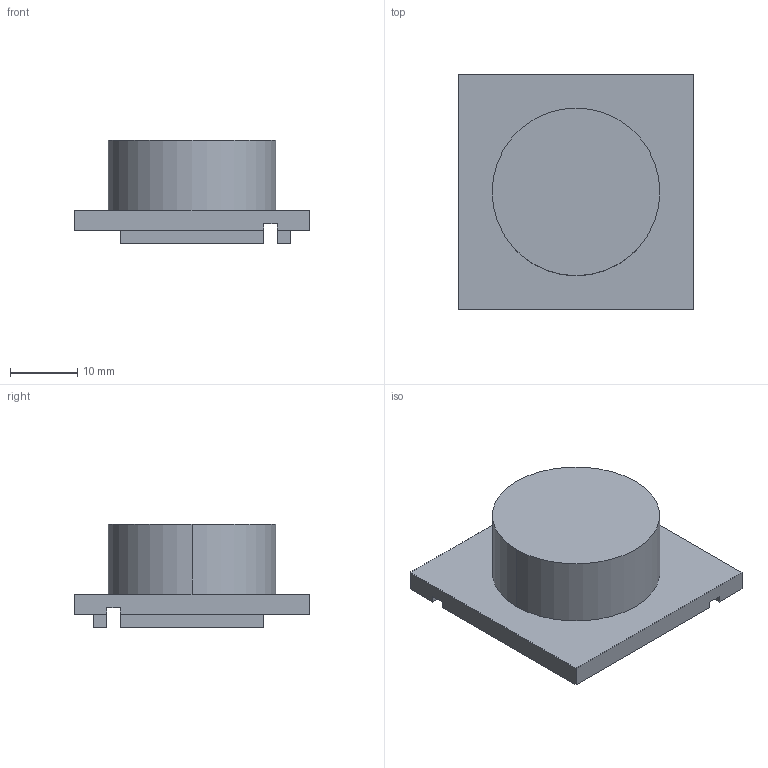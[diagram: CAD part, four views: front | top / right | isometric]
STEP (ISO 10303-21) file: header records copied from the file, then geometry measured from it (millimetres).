
FILE_DESCRIPTION (( 'STEP AP214' ), '1' );
FILE_NAME ('2020-15_1 - GRATING HOLDER.STEP', '2021-03-14T11:07:52', ( '' ), ( '' ), 'SwSTEP 2.0', 'SolidWorks 2018', '' );
FILE_SCHEMA (( 'AUTOMOTIVE_DESIGN' ));
Length unit declared in the file: millimetre
Products named in the file (1): 2020-15_1 - GRATING HOLDER
Bounding box: 35 x 35 x 15.42 mm (x, y, z)
Volume: 8826.6 mm3; surface area: 3999.8 mm2
Topology: 1 solids, 1 shells, 27 faces, 72 edges, 48 vertices
Faces by surface type: plane 25, cylinder 2
Entity records: 864 total; most frequent: CARTESIAN_POINT 148, ORIENTED_EDGE 144, DIRECTION 132, EDGE_CURVE 72, VECTOR 68, LINE 68, VERTEX_POINT 48, AXIS2_PLACEMENT_3D 32
